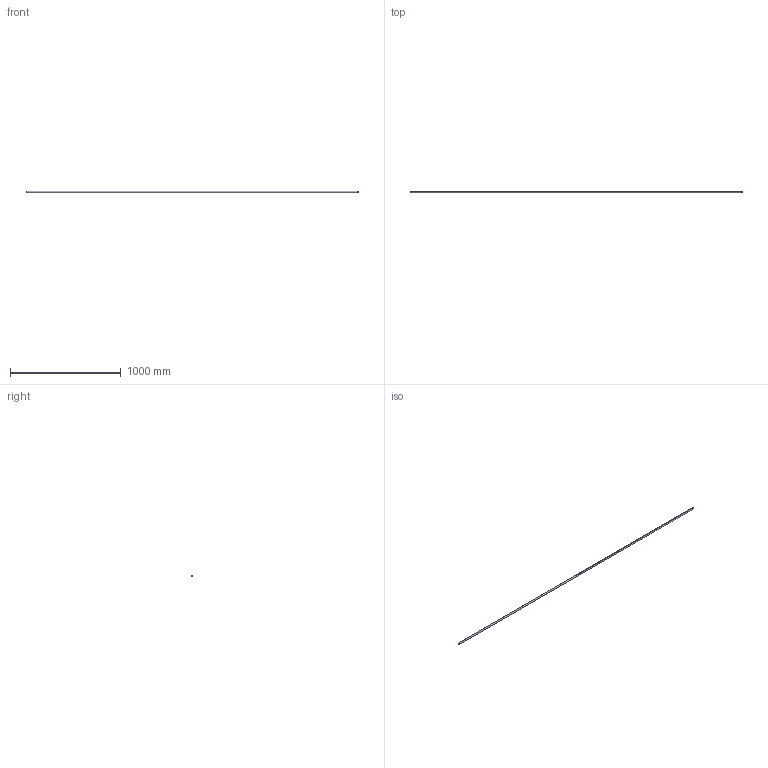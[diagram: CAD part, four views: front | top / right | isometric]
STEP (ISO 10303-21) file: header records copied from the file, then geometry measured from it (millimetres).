
FILE_DESCRIPTION (( 'STEP AP214' ), '1' );
FILE_NAME ('HIWIN Spindler RBSDIN R16-10-0,052 3000mm.STEP', '2022-03-23T11:54:22', ( '' ), ( '' ), 'SwSTEP 2.0', 'SolidWorks 2021', '' );
FILE_SCHEMA (( 'AUTOMOTIVE_DESIGN' ));
Length unit declared in the file: millimetre
Products named in the file (2): 2R16-10K3-FSCDIN-3000-3000-0,052_FILE; HIWIN Spindler RBSDIN R16-10-0,052 3000mm
Assembly tree (1 placements, depth 2):
  HIWIN Spindler RBSDIN R16-10-0,052 3000mm
    2R16-10K3-FSCDIN-3000-3000-0,052_FILE
Bounding box: 3000 x 14.6 x 14.6 mm (x, y, z)
Volume: 502238.2 mm3; surface area: 137913.8 mm2
Topology: 1 solids, 1 shells, 71 faces, 191 edges, 126 vertices
Faces by surface type: plane 65, cone 4, cylinder 2
Entity records: 3028 total; most frequent: CARTESIAN_POINT 392, ORIENTED_EDGE 382, DIRECTION 349, EDGE_CURVE 191, LINE 183, VECTOR 183, VERTEX_POINT 126, AXIS2_PLACEMENT_3D 83
